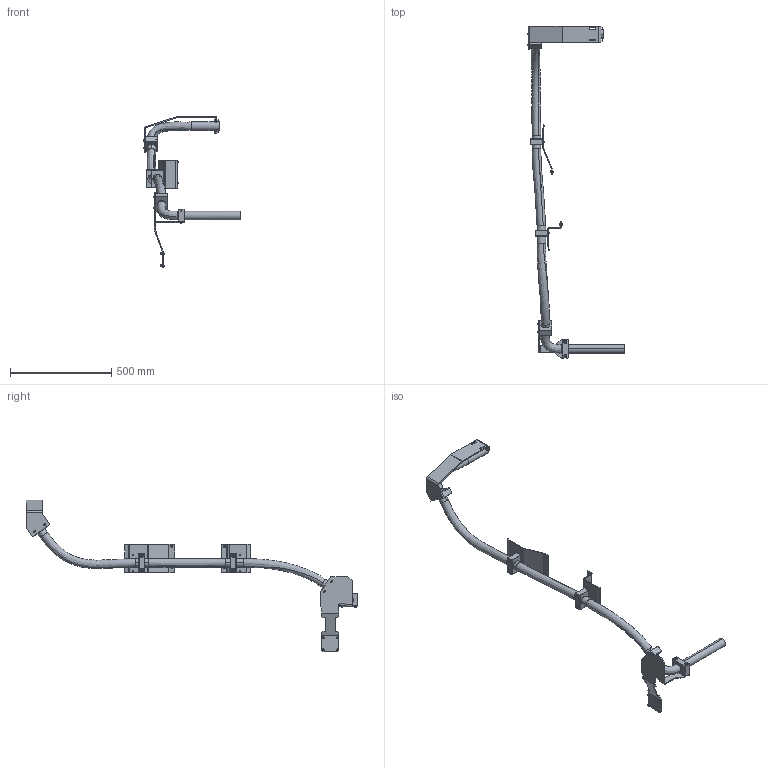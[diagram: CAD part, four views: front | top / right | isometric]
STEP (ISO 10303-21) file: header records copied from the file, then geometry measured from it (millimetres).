
FILE_DESCRIPTION (( 'STEP AP214' ), '1' );
FILE_NAME ('P0682.STEP', '2023-10-31T11:14:31', ( '' ), ( '' ), 'SwSTEP 2.0', 'SolidWorks 2021', '' );
FILE_SCHEMA (( 'AUTOMOTIVE_DESIGN' ));
Length unit declared in the file: millimetre
Products named in the file (1): P0682
Bounding box: 477.64 x 1639.5 x 750 mm (x, y, z)
Volume: 2456761.3 mm3; surface area: 1045157 mm2
Topology: 31 solids, 31 shells, 922 faces, 2120 edges, 1272 vertices
Faces by surface type: plane 407, cylinder 331, torus 82, cone 42, sphere 40, bspline 20
Entity records: 67200 total; most frequent: CARTESIAN_POINT 35371, DIRECTION 4730, ORIENTED_EDGE 4160, EDGE_CURVE 2080, AXIS2_PLACEMENT_3D 1787, VERTEX_POINT 1272, VECTOR 1156, LINE 1156
